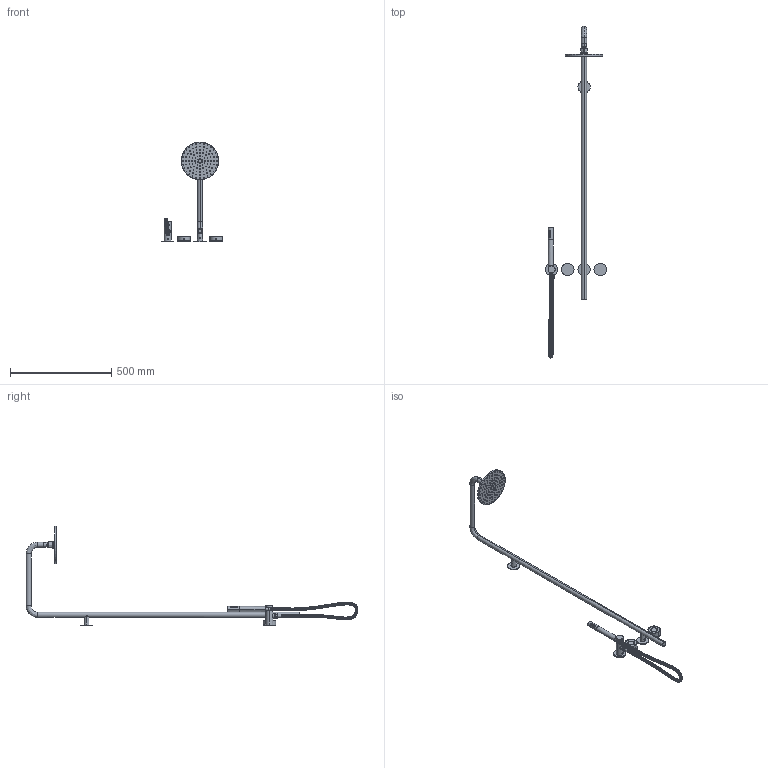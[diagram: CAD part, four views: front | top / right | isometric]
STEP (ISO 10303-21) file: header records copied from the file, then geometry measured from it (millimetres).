
FILE_DESCRIPTION (( 'STEP AP214' ), '1' );
FILE_NAME ('MPPCMSHS_STRIPPED2.STEP', '2018-01-22T00:03:43', ( 'khoa' ), ( '' ), 'SwSTEP 2.0', 'SolidWorks 2016', '' );
FILE_SCHEMA (( 'AUTOMOTIVE_DESIGN' ));
Length unit declared in the file: millimetre
Products named in the file (2): MPPCMSHS_STRIPPED2
Bounding box: 301 x 1636.44 x 492.5 mm (x, y, z)
Volume: 1064623.4 mm3; surface area: 507037.5 mm2
Topology: 144 solids, 146 shells, 1644 faces, 3367 edges, 2232 vertices
Faces by surface type: cylinder 994, plane 559, cone 49, bspline 42
Entity records: 54009 total; most frequent: CARTESIAN_POINT 15813, DIRECTION 8305, ORIENTED_EDGE 6730, AXIS2_PLACEMENT_3D 3566, EDGE_CURVE 3365, VERTEX_POINT 2232, EDGE_LOOP 2147, CIRCLE 1962
